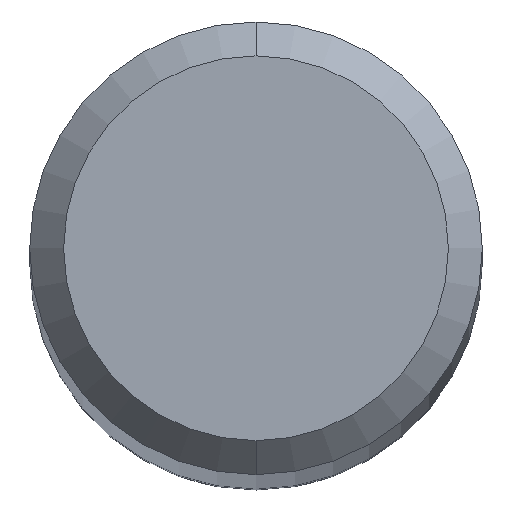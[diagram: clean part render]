
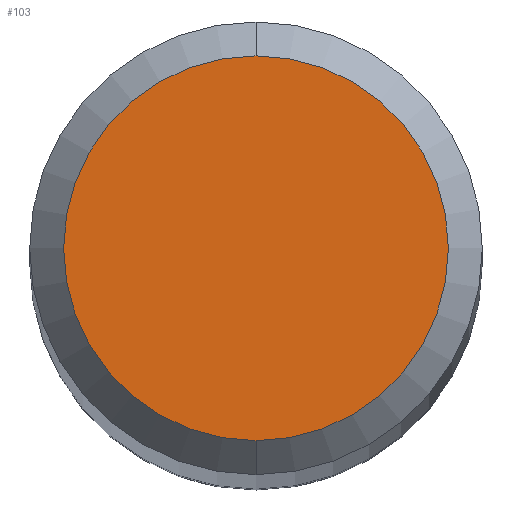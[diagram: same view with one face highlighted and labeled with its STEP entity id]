
A CAD part, top view. The second image highlights one B-rep face of the part: STEP entity #103.
In plain terms, the highlighted planar face has unit normal (0, 0, 1).
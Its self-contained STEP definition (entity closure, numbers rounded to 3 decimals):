
#99=EDGE_CURVE('',#147,#173,#217,.T.);
#103=ADVANCED_FACE('',(#221),#222,.T.);
#145=EDGE_CURVE('',#173,#147,#269,.T.);
#147=VERTEX_POINT('',#271);
#173=VERTEX_POINT('',#299);
#217=CIRCLE('',#342,1.7);
#221=FACE_OUTER_BOUND('',#346,.T.);
#222=PLANE('',#347);
#269=CIRCLE('',#406,1.7);
#271=CARTESIAN_POINT('',(0.,-1.7,0.0));
#299=CARTESIAN_POINT('',(0.0,1.7,0.0));
#342=AXIS2_PLACEMENT_3D('',#481,#482,#483);
#346=EDGE_LOOP('',(#485,#486));
#347=AXIS2_PLACEMENT_3D('',#487,#488,#489);
#406=AXIS2_PLACEMENT_3D('',#550,#551,#552);
#481=CARTESIAN_POINT('',(0.0,0.0,0.0));
#482=DIRECTION('',(0.0,0.0,-1.0));
#483=DIRECTION('',(0.0,1.0,0.0));
#485=ORIENTED_EDGE('',*,*,#145,.F.);
#486=ORIENTED_EDGE('',*,*,#99,.F.);
#487=CARTESIAN_POINT('',(0.0,0.85,0.0));
#488=DIRECTION('',(-0.0,0.0,1.0));
#489=DIRECTION('',(0.0,-1.0,0.0));
#550=CARTESIAN_POINT('',(0.0,0.0,0.0));
#551=DIRECTION('',(0.0,0.0,-1.0));
#552=DIRECTION('',(0.0,1.0,0.0));
